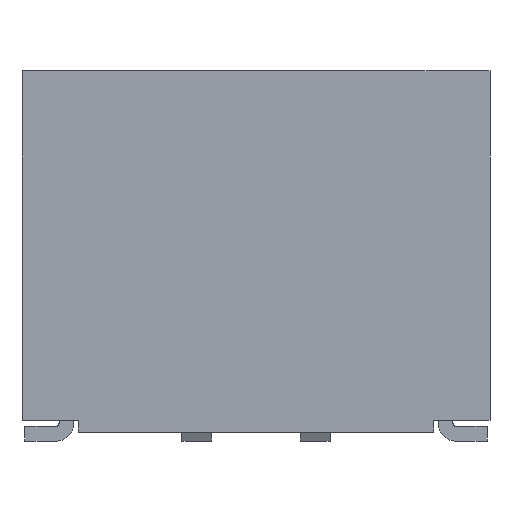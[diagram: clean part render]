
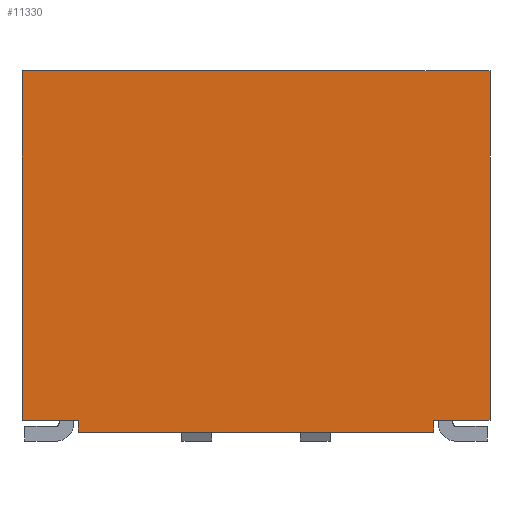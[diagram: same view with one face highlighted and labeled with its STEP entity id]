
A CAD part, front view. The second image highlights one B-rep face of the part: STEP entity #11330.
In plain terms, the highlighted planar face has unit normal (0, -1, 0).
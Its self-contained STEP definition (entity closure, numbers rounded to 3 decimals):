
#53 = CARTESIAN_POINT ( 'NONE',  ( 3., -2.675, 0.2 ) ) ;
#81 = PLANE ( 'NONE',  #17276 ) ;
#132 = ORIENTED_EDGE ( 'NONE', *, *, #8945, .F. ) ;
#245 = EDGE_CURVE ( 'NONE', #16411, #16303, #11107, .T. ) ;
#358 = EDGE_CURVE ( 'NONE', #16303, #9137, #9429, .T. ) ;
#468 = DIRECTION ( 'NONE',  ( -1., 0., 0. ) ) ;
#520 = LINE ( 'NONE', #9209, #12105 ) ;
#1102 = CARTESIAN_POINT ( 'NONE',  ( 3.95, -2.675, 0.2 ) ) ;
#1324 = VERTEX_POINT ( 'NONE', #12257 ) ;
#2565 = VECTOR ( 'NONE', #18381, 1000. ) ;
#2624 = VECTOR ( 'NONE', #7816, 1000. ) ;
#2672 = CARTESIAN_POINT ( 'NONE',  ( 3., -2.675, 0. ) ) ;
#3282 = DIRECTION ( 'NONE',  ( 0., 0., -1. ) ) ;
#3336 = CARTESIAN_POINT ( 'NONE',  ( -3.95, -2.675, 0. ) ) ;
#3724 = EDGE_CURVE ( 'NONE', #16854, #16411, #10731, .T. ) ;
#3742 = EDGE_CURVE ( 'NONE', #1324, #14610, #5042, .T. ) ;
#3883 = DIRECTION ( 'NONE',  ( 0., 0., 1. ) ) ;
#4018 = VECTOR ( 'NONE', #6618, 1000. ) ;
#5042 = LINE ( 'NONE', #6310, #16216 ) ;
#5306 = DIRECTION ( 'NONE',  ( -1., 0., 0. ) ) ;
#5395 = VECTOR ( 'NONE', #17467, 1000. ) ;
#5427 = ORIENTED_EDGE ( 'NONE', *, *, #13384, .T. ) ;
#5446 = LINE ( 'NONE', #9848, #4018 ) ;
#6310 = CARTESIAN_POINT ( 'NONE',  ( -3.95, -2.675, 6.1 ) ) ;
#6618 = DIRECTION ( 'NONE',  ( 1., 0., 0. ) ) ;
#7021 = CARTESIAN_POINT ( 'NONE',  ( -3.95, -2.675, 0.2 ) ) ;
#7646 = VERTEX_POINT ( 'NONE', #1102 ) ;
#7660 = CARTESIAN_POINT ( 'NONE',  ( -3., -2.675, 0. ) ) ;
#7816 = DIRECTION ( 'NONE',  ( 0., 0., 1. ) ) ;
#8532 = LINE ( 'NONE', #10003, #5395 ) ;
#8705 = EDGE_LOOP ( 'NONE', ( #13465, #5427, #16486, #132, #12859, #12112, #13660, #10032 ) ) ;
#8945 = EDGE_CURVE ( 'NONE', #1324, #7646, #520, .T. ) ;
#9137 = VERTEX_POINT ( 'NONE', #7021 ) ;
#9209 = CARTESIAN_POINT ( 'NONE',  ( 3.95, -2.675, 6.1 ) ) ;
#9271 = EDGE_CURVE ( 'NONE', #18223, #7646, #5446, .T. ) ;
#9429 = LINE ( 'NONE', #9621, #12184 ) ;
#9621 = CARTESIAN_POINT ( 'NONE',  ( -3.95, -2.675, 0.2 ) ) ;
#9848 = CARTESIAN_POINT ( 'NONE',  ( 3.95, -2.675, 0.2 ) ) ;
#10003 = CARTESIAN_POINT ( 'NONE',  ( -3.95, -2.675, 6.1 ) ) ;
#10032 = ORIENTED_EDGE ( 'NONE', *, *, #245, .F. ) ;
#10731 = LINE ( 'NONE', #3336, #2565 ) ;
#11039 = CARTESIAN_POINT ( 'NONE',  ( 3., -2.675, 0. ) ) ;
#11107 = LINE ( 'NONE', #18282, #15943 ) ;
#11330 = ADVANCED_FACE ( 'NONE', ( #13330 ), #81, .T. ) ;
#12105 = VECTOR ( 'NONE', #3282, 1000. ) ;
#12112 = ORIENTED_EDGE ( 'NONE', *, *, #14494, .T. ) ;
#12184 = VECTOR ( 'NONE', #5306, 1000. ) ;
#12257 = CARTESIAN_POINT ( 'NONE',  ( 3.95, -2.675, 6.1 ) ) ;
#12273 = DIRECTION ( 'NONE',  ( -1., 0., 0. ) ) ;
#12435 = CARTESIAN_POINT ( 'NONE',  ( -3.95, -2.675, 6.1 ) ) ;
#12859 = ORIENTED_EDGE ( 'NONE', *, *, #3742, .T. ) ;
#13330 = FACE_OUTER_BOUND ( 'NONE', #8705, .T. ) ;
#13384 = EDGE_CURVE ( 'NONE', #16854, #18223, #15208, .T. ) ;
#13465 = ORIENTED_EDGE ( 'NONE', *, *, #3724, .F. ) ;
#13660 = ORIENTED_EDGE ( 'NONE', *, *, #358, .F. ) ;
#14201 = CARTESIAN_POINT ( 'NONE',  ( -3., -2.675, 0.2 ) ) ;
#14494 = EDGE_CURVE ( 'NONE', #14610, #9137, #8532, .T. ) ;
#14610 = VERTEX_POINT ( 'NONE', #12435 ) ;
#15208 = LINE ( 'NONE', #11039, #2624 ) ;
#15943 = VECTOR ( 'NONE', #3883, 1000. ) ;
#16216 = VECTOR ( 'NONE', #12273, 1000. ) ;
#16303 = VERTEX_POINT ( 'NONE', #14201 ) ;
#16411 = VERTEX_POINT ( 'NONE', #7660 ) ;
#16486 = ORIENTED_EDGE ( 'NONE', *, *, #9271, .T. ) ;
#16854 = VERTEX_POINT ( 'NONE', #2672 ) ;
#16922 = CARTESIAN_POINT ( 'NONE',  ( -3.95, -2.675, 6.1 ) ) ;
#17018 = DIRECTION ( 'NONE',  ( 0., -1., 0. ) ) ;
#17276 = AXIS2_PLACEMENT_3D ( 'NONE', #16922, #17018, #468 ) ;
#17467 = DIRECTION ( 'NONE',  ( 0., 0., -1. ) ) ;
#18223 = VERTEX_POINT ( 'NONE', #53 ) ;
#18282 = CARTESIAN_POINT ( 'NONE',  ( -3., -2.675, 0. ) ) ;
#18381 = DIRECTION ( 'NONE',  ( -1., 0., 0. ) ) ;
